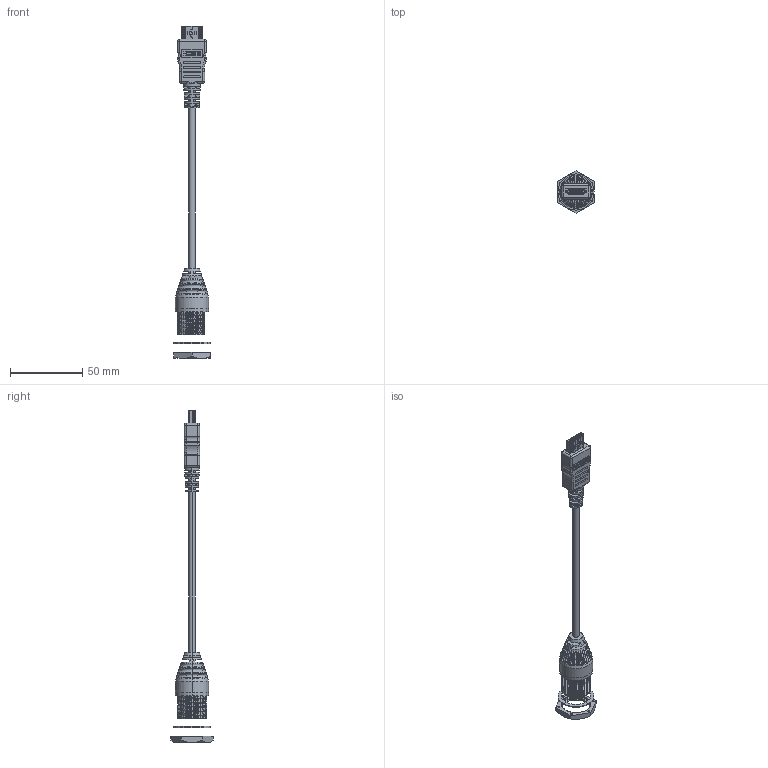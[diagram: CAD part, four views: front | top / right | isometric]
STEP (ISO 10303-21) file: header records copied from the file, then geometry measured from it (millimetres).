
FILE_DESCRIPTION (( 'STEP AP214' ), '1' );
FILE_NAME ('VHA00003.STEP', '2018-11-05T13:55:17', ( '' ), ( '' ), 'SwSTEP 2.0', 'SolidWorks 2017', '' );
FILE_SCHEMA (( 'AUTOMOTIVE_DESIGN' ));
Length unit declared in the file: millimetre
Products named in the file (14): 1AH05-007___; 1AG01-346_1AG01-346; 1AH05-007-MA1___; MTN-518_with Global Connectivity logo - No Cable; MTN-974_W. CABLE; 1AH05-007-MA2___; MTN-1034; VHA00003; 1AG01-283; 1AJ03-031; 1AH05-007-MA3___; 1AH05-016___
Assembly tree (13 placements, depth 4):
  VHA00003
    MTN-974_W. CABLE
    1AG01-283
    1AJ03-031
    MTN-518_with Global Connectivity logo - No Cable
      MTN-518_with Global Connectivity logo - No Cable
      1AH05-007___
        1AH05-007-MA2___
        1AH05-007-MA1___
        1AH05-007-MA3___
    1AG01-346_1AG01-346
    MTN-1034
      MTN-1034
      1AH05-016___
Bounding box: 25.4 x 29.33 x 230.14 mm (x, y, z)
Volume: 23867.7 mm3; surface area: 22749.1 mm2
Topology: 42 solids, 42 shells, 4071 faces, 10960 edges, 7110 vertices
Faces by surface type: plane 3178, cylinder 527, bspline 239, cone 67, torus 48, sphere 12
Entity records: 181513 total; most frequent: CARTESIAN_POINT 69669, ORIENTED_EDGE 21860, DIRECTION 18878, EDGE_CURVE 10930, LINE 8954, VECTOR 8954, VERTEX_POINT 7110, AXIS2_PLACEMENT_3D 4962
